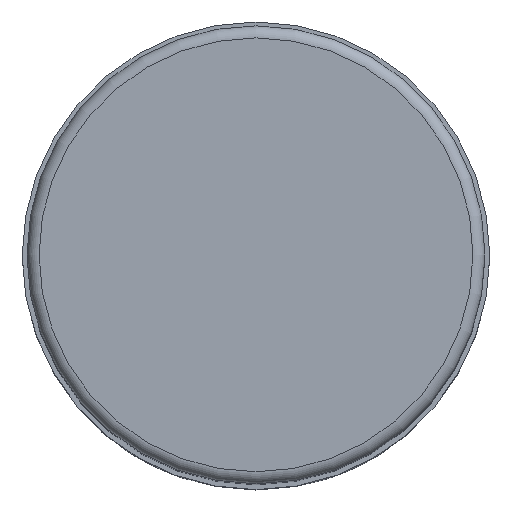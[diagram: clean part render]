
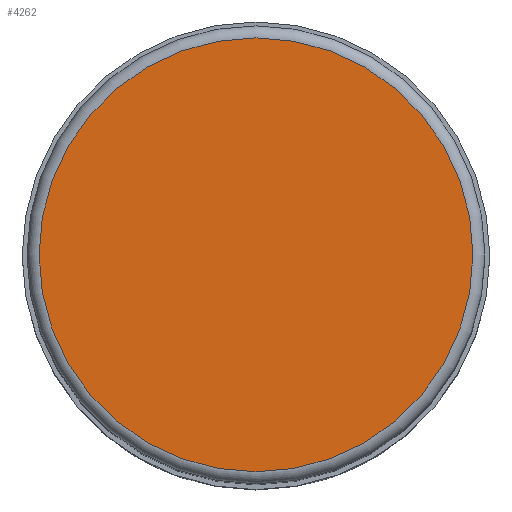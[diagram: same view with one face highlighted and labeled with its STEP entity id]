
A CAD part, top view. The second image highlights one B-rep face of the part: STEP entity #4262.
In plain terms, the highlighted planar face has unit normal (0, 0, 1).
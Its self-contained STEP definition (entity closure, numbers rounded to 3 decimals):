
#304=PLANE('',#4724);
#515=FACE_OUTER_BOUND('',#868,.T.);
#868=EDGE_LOOP('',(#3556));
#1158=CIRCLE('',#4721,45.);
#2100=VERTEX_POINT('',#7479);
#2609=EDGE_CURVE('',#2100,#2100,#1158,.T.);
#3556=ORIENTED_EDGE('',*,*,#2609,.F.);
#4262=ADVANCED_FACE('',(#515),#304,.T.);
#4721=AXIS2_PLACEMENT_3D('',#7480,#5659,#5660);
#4724=AXIS2_PLACEMENT_3D('',#7484,#5665,#5666);
#5659=DIRECTION('center_axis',(0.,0.,-1.));
#5660=DIRECTION('ref_axis',(1.,0.,0.));
#5665=DIRECTION('center_axis',(0.,0.,1.));
#5666=DIRECTION('ref_axis',(1.,0.,0.));
#7479=CARTESIAN_POINT('',(-45.,0.,160.));
#7480=CARTESIAN_POINT('Origin',(0.,0.,160.));
#7484=CARTESIAN_POINT('Origin',(0.,0.,160.));
